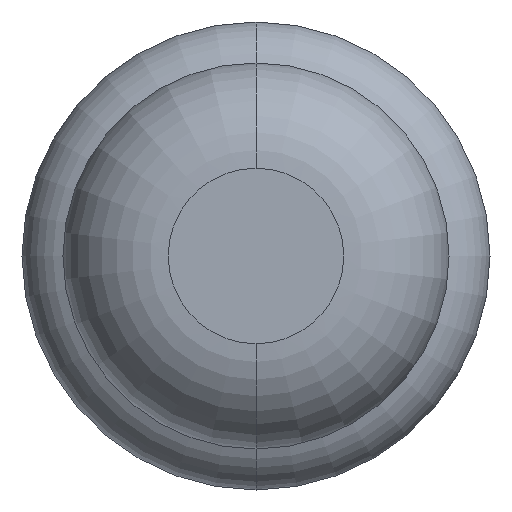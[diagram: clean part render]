
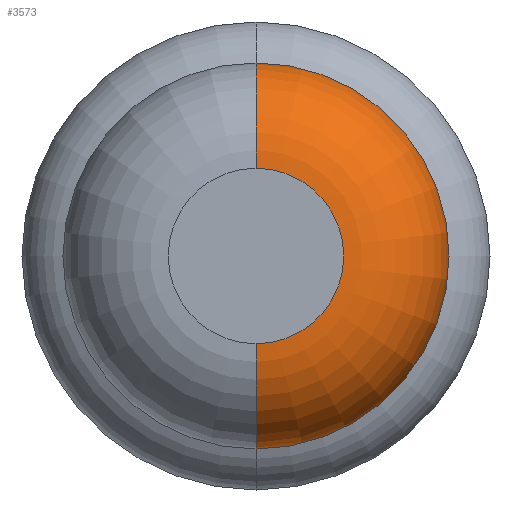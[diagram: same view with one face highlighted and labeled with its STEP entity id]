
A CAD part, front view. The second image highlights one B-rep face of the part: STEP entity #3573.
In plain terms, the highlighted toroidal (fillet/blend) face has major radius 0.375 mm and minor radius 0.45 mm.
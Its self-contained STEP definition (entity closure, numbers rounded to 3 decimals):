
#51 = DIRECTION ( 'NONE',  ( 1., 0., 0. ) ) ;
#71 = DIRECTION ( 'NONE',  ( 0., 0., 1. ) ) ;
#116 = EDGE_CURVE ( 'NONE', #2470, #4238, #2936, .T. ) ;
#117 = CARTESIAN_POINT ( 'NONE',  ( 0., -26.95, 0. ) ) ;
#439 = VERTEX_POINT ( 'NONE', #3232 ) ;
#506 = AXIS2_PLACEMENT_3D ( 'NONE', #4027, #3718, #71 ) ;
#543 = CARTESIAN_POINT ( 'NONE',  ( 0., -27.4, 0. ) ) ;
#606 = ORIENTED_EDGE ( 'NONE', *, *, #3500, .F. ) ;
#620 = ORIENTED_EDGE ( 'NONE', *, *, #2802, .T. ) ;
#673 = CARTESIAN_POINT ( 'NONE',  ( 0., -26.95, 0. ) ) ;
#730 = AXIS2_PLACEMENT_3D ( 'NONE', #117, #808, #1138 ) ;
#808 = DIRECTION ( 'NONE',  ( 0., 1., 0. ) ) ;
#927 = ORIENTED_EDGE ( 'NONE', *, *, #116, .T. ) ;
#1031 = CARTESIAN_POINT ( 'NONE',  ( 0., -27.4, -0.375 ) ) ;
#1063 = CIRCLE ( 'NONE', #506, 0.45 ) ;
#1138 = DIRECTION ( 'NONE',  ( 0., 0., 1. ) ) ;
#1393 = CARTESIAN_POINT ( 'NONE',  ( 0., -26.95, -0.375 ) ) ;
#1463 = AXIS2_PLACEMENT_3D ( 'NONE', #543, #1869, #1884 ) ;
#1829 = AXIS2_PLACEMENT_3D ( 'NONE', #1393, #51, #3389 ) ;
#1869 = DIRECTION ( 'NONE',  ( 0., 1., 0. ) ) ;
#1884 = DIRECTION ( 'NONE',  ( 0., 0., 1. ) ) ;
#2038 = CARTESIAN_POINT ( 'NONE',  ( 0., -26.95, -0.825 ) ) ;
#2166 = TOROIDAL_SURFACE ( 'NONE', #730, 0.375, 0.45 ) ;
#2226 = FACE_OUTER_BOUND ( 'NONE', #4161, .T. ) ;
#2269 = ORIENTED_EDGE ( 'NONE', *, *, #2891, .F. ) ;
#2379 = CIRCLE ( 'NONE', #1463, 0.375 ) ;
#2470 = VERTEX_POINT ( 'NONE', #1031 ) ;
#2617 = CARTESIAN_POINT ( 'NONE',  ( 0., -27.4, 0.375 ) ) ;
#2802 = EDGE_CURVE ( 'Defeature ausgef�hrt1_13+Defeature ausgef�hrt1_12+Defeature ausgef�hrt1_12+Defeature ausgef�hrt1_12', #3972, #2470, #2379, .T. ) ;
#2891 = EDGE_CURVE ( 'Defeature ausgef�hrt1_14+Defeature ausgef�hrt1_13+Defeature ausgef�hrt1_13+Defeature ausgef�hrt1_13', #439, #4238, #3374, .T. ) ;
#2936 = CIRCLE ( 'NONE', #1829, 0.45 ) ;
#3232 = CARTESIAN_POINT ( 'NONE',  ( 0., -26.95, 0.825 ) ) ;
#3290 = AXIS2_PLACEMENT_3D ( 'NONE', #673, #3959, #3967 ) ;
#3374 = CIRCLE ( 'NONE', #3290, 0.825 ) ;
#3389 = DIRECTION ( 'NONE',  ( 0., 0., -1. ) ) ;
#3500 = EDGE_CURVE ( 'NONE', #3972, #439, #1063, .T. ) ;
#3573 = ADVANCED_FACE ( 'Defeature ausgef�hrt1_13', ( #2226 ), #2166, .T. ) ;
#3718 = DIRECTION ( 'NONE',  ( -1., 0., 0. ) ) ;
#3959 = DIRECTION ( 'NONE',  ( 0., 1., 0. ) ) ;
#3967 = DIRECTION ( 'NONE',  ( 0., 0., 1. ) ) ;
#3972 = VERTEX_POINT ( 'NONE', #2617 ) ;
#4027 = CARTESIAN_POINT ( 'NONE',  ( 0., -26.95, 0.375 ) ) ;
#4161 = EDGE_LOOP ( 'NONE', ( #620, #927, #2269, #606 ) ) ;
#4238 = VERTEX_POINT ( 'NONE', #2038 ) ;
